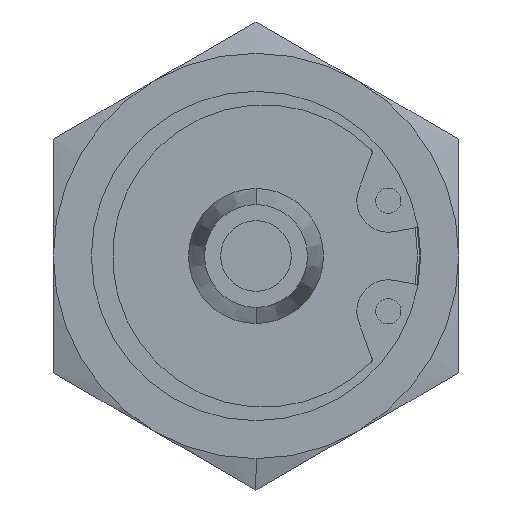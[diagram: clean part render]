
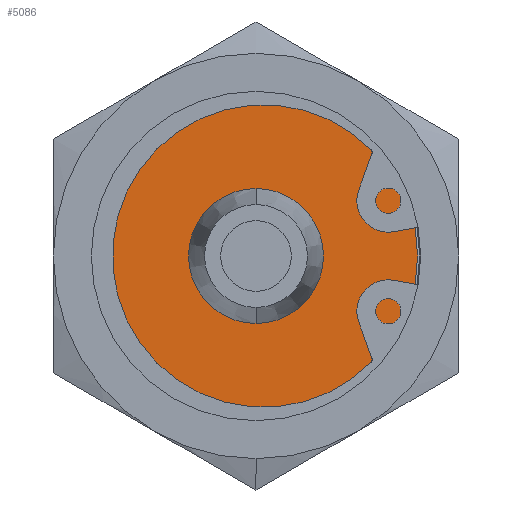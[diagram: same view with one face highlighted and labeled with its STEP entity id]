
A CAD part, left-side view. The second image highlights one B-rep face of the part: STEP entity #5086.
In plain terms, the highlighted planar face has unit normal (-1, 0, 0).
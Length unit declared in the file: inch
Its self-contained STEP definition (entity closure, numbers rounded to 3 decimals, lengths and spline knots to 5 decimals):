
#326 = DIRECTION ( 'NONE',  ( 0., 0., 1. ) ) ;
#397 = DIRECTION ( 'NONE',  ( -1., 0., 0. ) ) ;
#522 = CARTESIAN_POINT ( 'NONE',  ( -0.125, 0.40375, 0. ) ) ;
#714 = DIRECTION ( 'NONE',  ( -1., 0., 0. ) ) ;
#789 = DIRECTION ( 'NONE',  ( 0., 0., 1. ) ) ;
#802 = CARTESIAN_POINT ( 'NONE',  ( -0.125, 0., -0.39875 ) ) ;
#1527 = EDGE_LOOP ( 'NONE', ( #3938, #4104 ) ) ;
#1971 = CIRCLE ( 'NONE', #2451, 0.39875 ) ;
#2249 = CIRCLE ( 'NONE', #3684, 0.39875 ) ;
#2266 = VERTEX_POINT ( 'NONE', #802 ) ;
#2451 = AXIS2_PLACEMENT_3D ( 'NONE', #5763, #714, #326 ) ;
#2649 = EDGE_CURVE ( 'NONE', #4483, #2266, #1971, .T. ) ;
#2902 = DIRECTION ( 'NONE',  ( 0., 0., 1. ) ) ;
#3129 = CARTESIAN_POINT ( 'NONE',  ( -0.125, 0., 0.39875 ) ) ;
#3684 = AXIS2_PLACEMENT_3D ( 'NONE', #4516, #397, #789 ) ;
#3739 = DIRECTION ( 'NONE',  ( -1., 0., 0. ) ) ;
#3938 = ORIENTED_EDGE ( 'NONE', *, *, #2649, .T. ) ;
#3993 = EDGE_CURVE ( 'NONE', #2266, #4483, #2249, .T. ) ;
#4104 = ORIENTED_EDGE ( 'NONE', *, *, #3993, .T. ) ;
#4169 = FACE_OUTER_BOUND ( 'NONE', #1527, .T. ) ;
#4244 = AXIS2_PLACEMENT_3D ( 'NONE', #522, #3739, #2902 ) ;
#4483 = VERTEX_POINT ( 'NONE', #3129 ) ;
#4516 = CARTESIAN_POINT ( 'NONE',  ( -0.125, 0., 0. ) ) ;
#5086 = ADVANCED_FACE ( 'NONE', ( #4169 ), #5667, .T. ) ;
#5667 = PLANE ( 'NONE',  #4244 ) ;
#5763 = CARTESIAN_POINT ( 'NONE',  ( -0.125, 0., 0. ) ) ;
